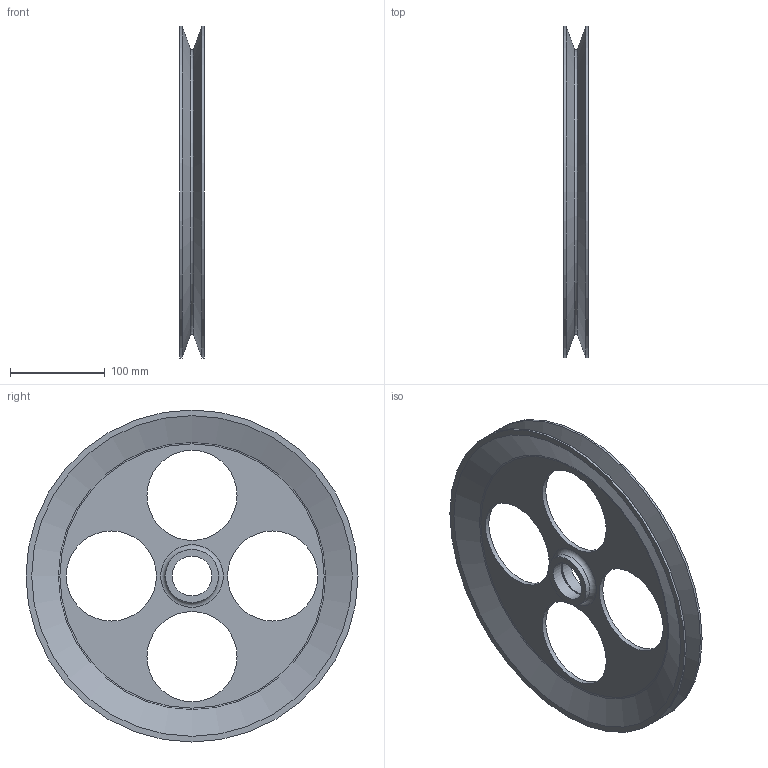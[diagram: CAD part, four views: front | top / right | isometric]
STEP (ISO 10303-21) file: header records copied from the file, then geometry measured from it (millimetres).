
FILE_DESCRIPTION (( 'STEP AP203' ), '1' );
FILE_NAME ('250729 STEP 1-401178-00_9256.STEP', '2025-07-29T10:15:22', ( '' ), ( '' ), 'SwSTEP 2.0', 'SolidWorks 2024', '' );
FILE_SCHEMA (( 'CONFIG_CONTROL_DESIGN' ));
Length unit declared in the file: millimetre
Products named in the file (1): 250729 STEP 1-401178-00_9256
Bounding box: 26 x 350 x 350 mm (x, y, z)
Volume: 487200.2 mm3; surface area: 211020.5 mm2
Topology: 1 solids, 1 shells, 28 faces, 52 edges, 32 vertices
Faces by surface type: cylinder 11, plane 8, torus 5, cone 4
Full cylindrical faces by diameter (mm): 42 x2, 44.5 x1, 56 x2, 95 x4, 350 x2
Entity records: 701 total; most frequent: DIRECTION 122, CARTESIAN_POINT 93, EDGE_LOOP 64, ORIENTED_EDGE 64, AXIS2_PLACEMENT_3D 61, FACE_OUTER_BOUND 44, CIRCLE 32, EDGE_CURVE 32
